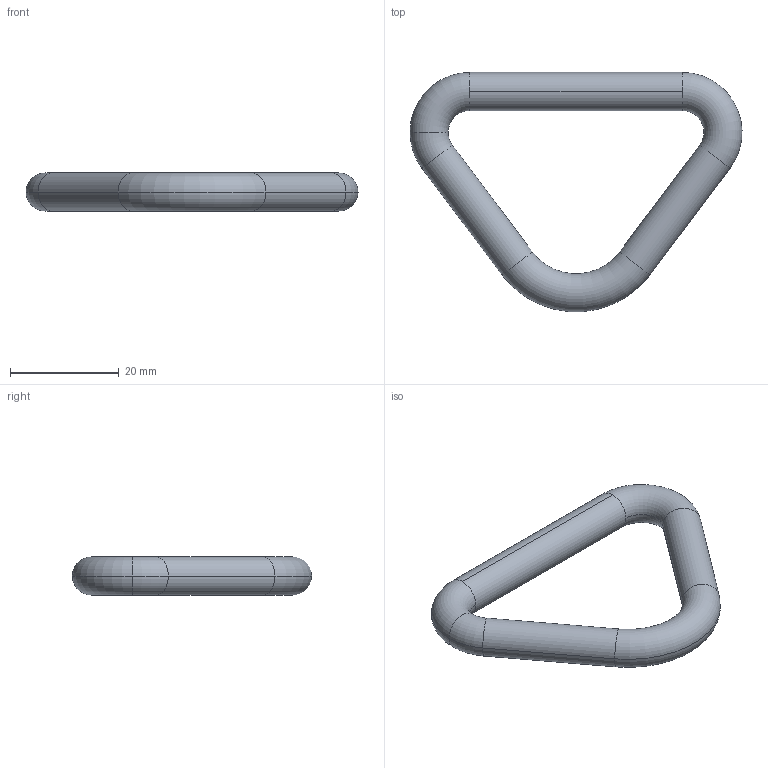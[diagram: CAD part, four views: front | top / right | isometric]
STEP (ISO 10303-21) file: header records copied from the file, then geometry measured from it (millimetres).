
FILE_DESCRIPTION (( 'STEP AP203' ), '1' );
FILE_NAME ('C-1994-E-3.STEP', '2012-06-04T02:26:51', ( '11sw' ), ( 'タキゲン製造株式会社' ), 'SwSTEP 2.0', 'SolidWorks 2011', '' );
FILE_SCHEMA (( 'CONFIG_CONTROL_DESIGN' ));
Length unit declared in the file: millimetre
Products named in the file (1): C-1994-E-3
Bounding box: 60.99 x 43.94 x 7 mm (x, y, z)
Volume: 5628.4 mm3; surface area: 3216.2 mm2
Topology: 1 solids, 1 shells, 14 faces, 32 edges, 18 vertices
Faces by surface type: torus 8, cylinder 6
Entity records: 483 total; most frequent: DIRECTION 88, CARTESIAN_POINT 65, ORIENTED_EDGE 64, AXIS2_PLACEMENT_3D 41, EDGE_CURVE 32, CIRCLE 26, VERTEX_POINT 18, EDGE_LOOP 14
